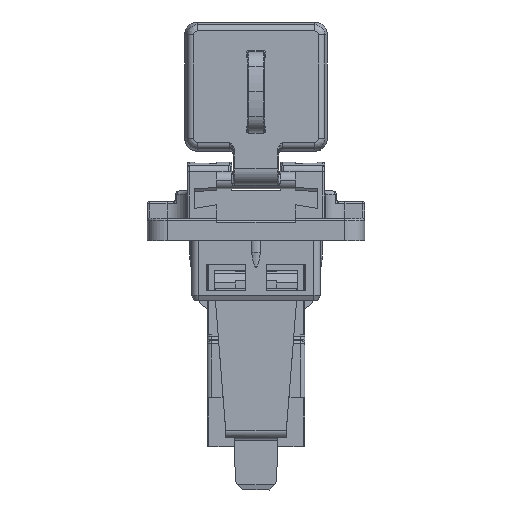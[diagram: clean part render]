
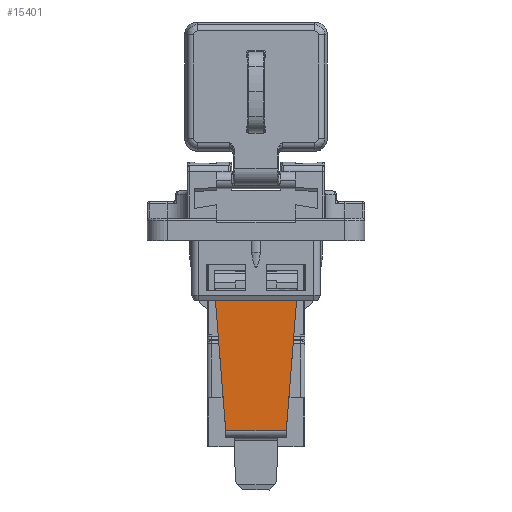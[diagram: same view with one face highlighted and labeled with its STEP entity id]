
A CAD part, front view. The second image highlights one B-rep face of the part: STEP entity #15401.
In plain terms, the highlighted face is planar.
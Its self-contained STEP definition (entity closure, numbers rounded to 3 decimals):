
#15308=AXIS2_PLACEMENT_3D('Plane Axis2P3D',#15305,#15306,#15307) ;
#10586=CARTESIAN_POINT('Vertex',(20.777,15.9,8.85)) ;
#10589=CARTESIAN_POINT('Line Origine',(10.05,15.9,8.85)) ;
#10593=CARTESIAN_POINT('Vertex',(11.723,15.9,8.85)) ;
#10663=CARTESIAN_POINT('Line Origine',(10.954,15.9,18.6)) ;
#10667=CARTESIAN_POINT('Vertex',(10.185,15.9,28.35)) ;
#15253=CARTESIAN_POINT('Vertex',(22.315,15.9,28.35)) ;
#15256=CARTESIAN_POINT('Line Origine',(21.546,15.9,18.6)) ;
#15305=CARTESIAN_POINT('Axis2P3D Location',(10.05,15.9,30.15)) ;
#15310=CARTESIAN_POINT('Line Origine',(18.55,15.9,32.668)) ;
#15314=CARTESIAN_POINT('Vertex',(19.35,15.9,32.668)) ;
#15316=CARTESIAN_POINT('Vertex',(17.75,15.9,32.668)) ;
#15319=CARTESIAN_POINT('Line Origine',(17.75,15.9,31.409)) ;
#15323=CARTESIAN_POINT('Vertex',(17.75,15.9,30.15)) ;
#15326=CARTESIAN_POINT('Line Origine',(16.25,15.9,30.15)) ;
#15330=CARTESIAN_POINT('Vertex',(14.75,15.9,30.15)) ;
#15333=CARTESIAN_POINT('Line Origine',(14.75,15.9,31.409)) ;
#15337=CARTESIAN_POINT('Vertex',(14.75,15.9,32.668)) ;
#15340=CARTESIAN_POINT('Line Origine',(13.95,15.9,32.668)) ;
#15344=CARTESIAN_POINT('Vertex',(13.15,15.9,32.668)) ;
#15347=CARTESIAN_POINT('Line Origine',(13.15,15.9,32.609)) ;
#15351=CARTESIAN_POINT('Vertex',(13.15,15.9,32.55)) ;
#15354=CARTESIAN_POINT('Line Origine',(11.668,15.9,32.55)) ;
#15358=CARTESIAN_POINT('Vertex',(10.185,15.9,32.55)) ;
#15361=CARTESIAN_POINT('Line Origine',(10.185,15.9,30.45)) ;
#15366=CARTESIAN_POINT('Line Origine',(22.315,15.9,30.45)) ;
#15370=CARTESIAN_POINT('Vertex',(22.315,15.9,32.55)) ;
#15373=CARTESIAN_POINT('Line Origine',(20.832,15.9,32.55)) ;
#15377=CARTESIAN_POINT('Vertex',(19.35,15.9,32.55)) ;
#15380=CARTESIAN_POINT('Line Origine',(19.35,15.9,32.609)) ;
#10590=DIRECTION('Vector Direction',(1.,0.,0.)) ;
#10664=DIRECTION('Vector Direction',(0.079,0.,-0.997)) ;
#15257=DIRECTION('Vector Direction',(0.079,0.,0.997)) ;
#15306=DIRECTION('Axis2P3D Direction',(0.,1.,0.)) ;
#15307=DIRECTION('Axis2P3D XDirection',(0.,0.,-1.)) ;
#15311=DIRECTION('Vector Direction',(-1.,0.,0.)) ;
#15320=DIRECTION('Vector Direction',(0.,0.,1.)) ;
#15327=DIRECTION('Vector Direction',(-1.,0.,0.)) ;
#15334=DIRECTION('Vector Direction',(0.,0.,1.)) ;
#15341=DIRECTION('Vector Direction',(-1.,0.,0.)) ;
#15348=DIRECTION('Vector Direction',(0.,0.,-1.)) ;
#15355=DIRECTION('Vector Direction',(1.,0.,0.)) ;
#15362=DIRECTION('Vector Direction',(0.,0.,1.)) ;
#15367=DIRECTION('Vector Direction',(0.,0.,1.)) ;
#15374=DIRECTION('Vector Direction',(1.,0.,0.)) ;
#15381=DIRECTION('Vector Direction',(0.,0.,1.)) ;
#10591=VECTOR('Line Direction',#10590,1.) ;
#10665=VECTOR('Line Direction',#10664,1.) ;
#15258=VECTOR('Line Direction',#15257,1.) ;
#15312=VECTOR('Line Direction',#15311,1.) ;
#15321=VECTOR('Line Direction',#15320,1.) ;
#15328=VECTOR('Line Direction',#15327,1.) ;
#15335=VECTOR('Line Direction',#15334,1.) ;
#15342=VECTOR('Line Direction',#15341,1.) ;
#15349=VECTOR('Line Direction',#15348,1.) ;
#15356=VECTOR('Line Direction',#15355,1.) ;
#15363=VECTOR('Line Direction',#15362,1.) ;
#15368=VECTOR('Line Direction',#15367,1.) ;
#15375=VECTOR('Line Direction',#15374,1.) ;
#15382=VECTOR('Line Direction',#15381,1.) ;
#15386=ORIENTED_EDGE('',*,*,#15318,.T.) ;
#15387=ORIENTED_EDGE('',*,*,#15325,.F.) ;
#15388=ORIENTED_EDGE('',*,*,#15332,.T.) ;
#15389=ORIENTED_EDGE('',*,*,#15339,.T.) ;
#15390=ORIENTED_EDGE('',*,*,#15346,.T.) ;
#15391=ORIENTED_EDGE('',*,*,#15353,.T.) ;
#15392=ORIENTED_EDGE('',*,*,#15360,.F.) ;
#15393=ORIENTED_EDGE('',*,*,#15365,.F.) ;
#15394=ORIENTED_EDGE('',*,*,#10669,.T.) ;
#15395=ORIENTED_EDGE('',*,*,#10595,.F.) ;
#15396=ORIENTED_EDGE('',*,*,#15260,.T.) ;
#15397=ORIENTED_EDGE('',*,*,#15372,.T.) ;
#15398=ORIENTED_EDGE('',*,*,#15379,.F.) ;
#15399=ORIENTED_EDGE('',*,*,#15384,.T.) ;
#15401=ADVANCED_FACE('MANIFOLD_SOLID_BREP #88584',(#15400),#15309,.F.) ;
#10595=EDGE_CURVE('',#10587,#10594,#10592,.F.) ;
#10669=EDGE_CURVE('',#10668,#10594,#10666,.T.) ;
#15260=EDGE_CURVE('',#10587,#15254,#15259,.T.) ;
#15318=EDGE_CURVE('',#15315,#15317,#15313,.T.) ;
#15325=EDGE_CURVE('',#15324,#15317,#15322,.T.) ;
#15332=EDGE_CURVE('',#15324,#15331,#15329,.T.) ;
#15339=EDGE_CURVE('',#15331,#15338,#15336,.T.) ;
#15346=EDGE_CURVE('',#15338,#15345,#15343,.T.) ;
#15353=EDGE_CURVE('',#15345,#15352,#15350,.T.) ;
#15360=EDGE_CURVE('',#15359,#15352,#15357,.T.) ;
#15365=EDGE_CURVE('',#10668,#15359,#15364,.T.) ;
#15372=EDGE_CURVE('',#15254,#15371,#15369,.T.) ;
#15379=EDGE_CURVE('',#15378,#15371,#15376,.T.) ;
#15384=EDGE_CURVE('',#15378,#15315,#15383,.T.) ;
#15385=EDGE_LOOP('',(#15386,#15387,#15388,#15389,#15390,#15391,#15392,#15393,#15394,#15395,#15396,#15397,#15398,#15399)) ;
#15400=FACE_OUTER_BOUND('',#15385,.T.) ;
#10592=LINE('Line',#10589,#10591) ;
#10666=LINE('Line',#10663,#10665) ;
#15259=LINE('Line',#15256,#15258) ;
#15313=LINE('Line',#15310,#15312) ;
#15322=LINE('Line',#15319,#15321) ;
#15329=LINE('Line',#15326,#15328) ;
#15336=LINE('Line',#15333,#15335) ;
#15343=LINE('Line',#15340,#15342) ;
#15350=LINE('Line',#15347,#15349) ;
#15357=LINE('Line',#15354,#15356) ;
#15364=LINE('Line',#15361,#15363) ;
#15369=LINE('Line',#15366,#15368) ;
#15376=LINE('Line',#15373,#15375) ;
#15383=LINE('Line',#15380,#15382) ;
#15309=PLANE('',#15308) ;
#10587=VERTEX_POINT('',#10586) ;
#10594=VERTEX_POINT('',#10593) ;
#10668=VERTEX_POINT('',#10667) ;
#15254=VERTEX_POINT('',#15253) ;
#15315=VERTEX_POINT('',#15314) ;
#15317=VERTEX_POINT('',#15316) ;
#15324=VERTEX_POINT('',#15323) ;
#15331=VERTEX_POINT('',#15330) ;
#15338=VERTEX_POINT('',#15337) ;
#15345=VERTEX_POINT('',#15344) ;
#15352=VERTEX_POINT('',#15351) ;
#15359=VERTEX_POINT('',#15358) ;
#15371=VERTEX_POINT('',#15370) ;
#15378=VERTEX_POINT('',#15377) ;
